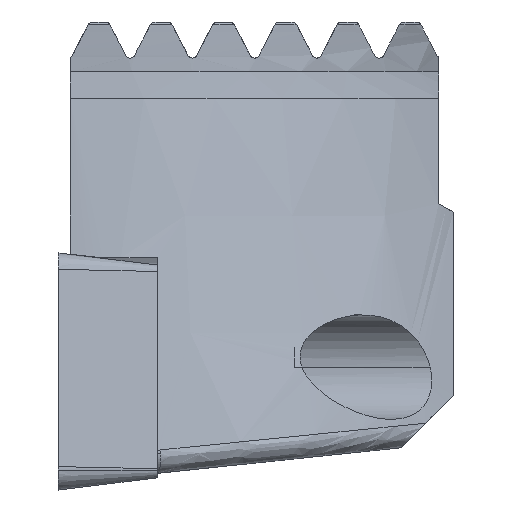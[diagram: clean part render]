
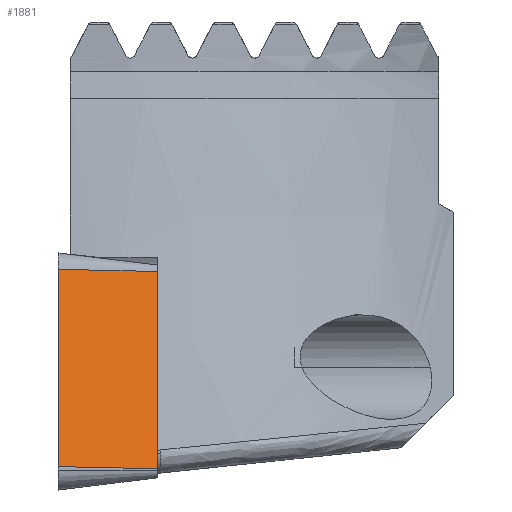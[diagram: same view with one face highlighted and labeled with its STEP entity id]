
A CAD part, left-side view. The second image highlights one B-rep face of the part: STEP entity #1881.
In plain terms, the highlighted planar face has unit normal (-0.978, -0.122, 0.172).
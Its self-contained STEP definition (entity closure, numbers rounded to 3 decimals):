
#1423=EDGE_CURVE('NONE',#2887,#2045,#3946,.T.);
#1881=ADVANCED_FACE('NONE',(#4447),#4448,.T.);
#1919=VERTEX_POINT('NONE',#4489);
#2017=VERTEX_POINT('NONE',#4599);
#2045=VERTEX_POINT('NONE',#4629);
#2819=EDGE_CURVE('NONE',#1919,#2045,#5477,.T.);
#2887=VERTEX_POINT('NONE',#5551);
#3553=EDGE_CURVE('NONE',#2017,#2887,#6283,.T.);
#3625=EDGE_CURVE('NONE',#1919,#2017,#6359,.T.);
#3946=LINE('',#6775,#6776);
#4447=FACE_OUTER_BOUND('',#7594,.T.);
#4448=PLANE('',#7595);
#4489=CARTESIAN_POINT('',(1.966,-3.97,8.779));
#4599=CARTESIAN_POINT('',(0.569,-3.97,0.854));
#4629=CARTESIAN_POINT('',(1.486,0.,8.864));
#5477=LINE('',#10435,#10436);
#5551=CARTESIAN_POINT('',(0.089,0.,0.939));
#6283=LINE('',#11900,#11901);
#6359=LINE('',#12009,#12010);
#6775=CARTESIAN_POINT('',(0.089,0.,0.939));
#6776=VECTOR('',#12421,1000.0);
#7594=EDGE_LOOP('',(#13039,#13040,#13041,#13042));
#7595=AXIS2_PLACEMENT_3D('',#13043,#13044,#13045);
#10435=CARTESIAN_POINT('',(1.486,0.,8.864));
#10436=VECTOR('',#14186,1000.0);
#11900=CARTESIAN_POINT('',(0.089,0.,0.939));
#11901=VECTOR('',#15136,1000.0);
#12009=CARTESIAN_POINT('',(0.569,-3.97,0.854));
#12010=VECTOR('',#15206,1000.0);
#12421=DIRECTION('',(0.174,0.,0.985));
#13039=ORIENTED_EDGE('',*,*,#3625,.F.);
#13040=ORIENTED_EDGE('',*,*,#2819,.T.);
#13041=ORIENTED_EDGE('',*,*,#1423,.F.);
#13042=ORIENTED_EDGE('',*,*,#3553,.F.);
#13043=CARTESIAN_POINT('',(0.089,0.,0.939));
#13044=DIRECTION('',(-0.977,-0.122,0.172));
#13045=DIRECTION('',(-0.174,0.,-0.985));
#14186=DIRECTION('',(-0.12,0.993,0.021));
#15136=DIRECTION('',(-0.12,0.993,0.021));
#15206=DIRECTION('',(-0.174,0.,-0.985));
